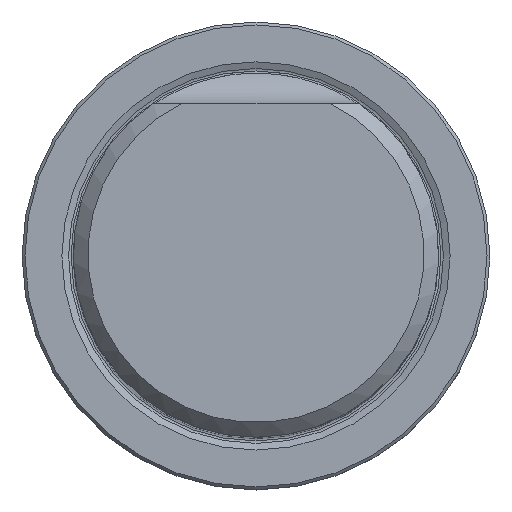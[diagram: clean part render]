
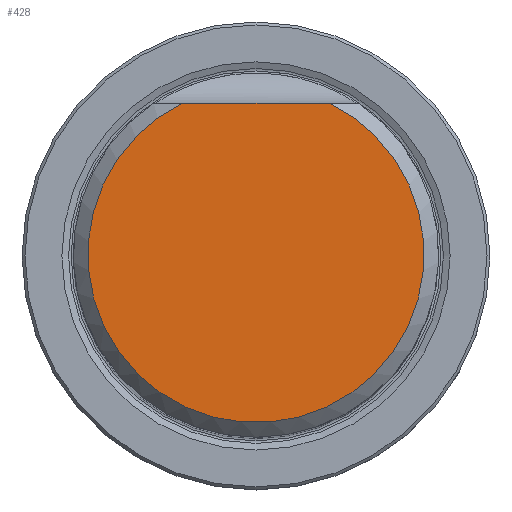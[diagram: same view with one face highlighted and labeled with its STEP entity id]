
A CAD part, top view. The second image highlights one B-rep face of the part: STEP entity #428.
In plain terms, the highlighted planar face has unit normal (0, 0, 1).
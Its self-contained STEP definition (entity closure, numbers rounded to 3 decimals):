
#230=PLANE('',#4425);
#428=ADVANCED_FACE('CU_SU_1',(#713),#230,.F.);
#713=FACE_OUTER_BOUND('',#940,.T.);
#940=EDGE_LOOP('',(#2092,#2093));
#1203=CIRCLE('',#4424,11.497);
#1326=LINE('',#6546,#1542);
#1542=VECTOR('',#4990,1.);
#2092=ORIENTED_EDGE('',*,*,#3662,.F.);
#2093=ORIENTED_EDGE('',*,*,#3663,.F.);
#3245=VERTEX_POINT('',#6544);
#3246=VERTEX_POINT('',#6545);
#3662=EDGE_CURVE('',#3245,#3246,#1203,.T.);
#3663=EDGE_CURVE('',#3246,#3245,#1326,.T.);
#4424=AXIS2_PLACEMENT_3D('',#6543,#4988,#4989);
#4425=AXIS2_PLACEMENT_3D('',#6547,#4991,#4992);
#4988=DIRECTION('',(0.,0.,-1.));
#4989=DIRECTION('',(0.,-1.,0.));
#4990=DIRECTION('',(1.,0.,0.));
#4991=DIRECTION('',(0.,0.,-1.));
#4992=DIRECTION('',(0.,-1.,0.));
#6543=CARTESIAN_POINT('',(0.,0.,56.));
#6544=CARTESIAN_POINT('',(4.999,10.353,56.));
#6545=CARTESIAN_POINT('',(-4.999,10.353,56.));
#6546=CARTESIAN_POINT('',(-12.497,10.353,56.));
#6547=CARTESIAN_POINT('',(0.,0.,56.));
